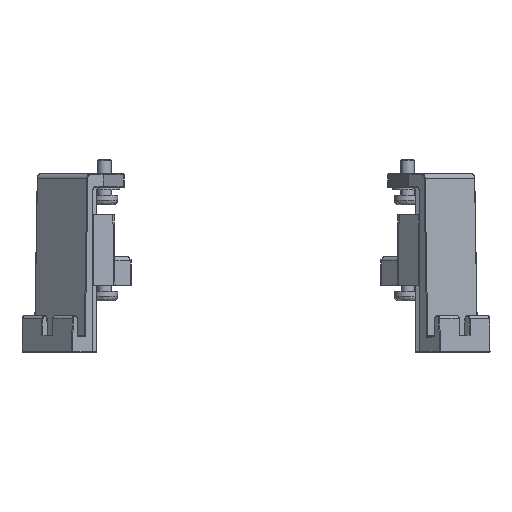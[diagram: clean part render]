
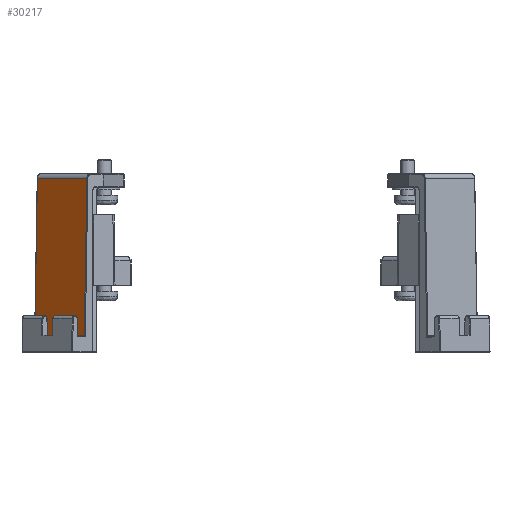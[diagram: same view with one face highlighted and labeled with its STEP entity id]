
A CAD part, left-side view. The second image highlights one B-rep face of the part: STEP entity #30217.
In plain terms, the highlighted planar face has unit normal (-0.707, 0.707, 0.023).
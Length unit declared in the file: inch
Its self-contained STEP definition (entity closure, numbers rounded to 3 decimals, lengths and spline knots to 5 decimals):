
#534 = EDGE_LOOP ( 'NONE', ( #9979, #13052, #793, #31902 ) ) ;
#766 = DIRECTION ( 'NONE',  ( 0.016, -0.016, 1. ) ) ;
#793 = ORIENTED_EDGE ( 'NONE', *, *, #28996, .T. ) ;
#857 = DIRECTION ( 'NONE',  ( 0.016, -0.016, 1. ) ) ;
#2517 = CARTESIAN_POINT ( 'NONE',  ( -2.36824, 3.06121, -0.5 ) ) ;
#3833 = CARTESIAN_POINT ( 'NONE',  ( -2.71473, 2.71473, -0.5 ) ) ;
#6026 = LINE ( 'NONE', #28591, #30264 ) ;
#9979 = ORIENTED_EDGE ( 'NONE', *, *, #35246, .T. ) ;
#10513 = LINE ( 'NONE', #2517, #18207 ) ;
#11944 = CARTESIAN_POINT ( 'NONE',  ( -3.06217, 2.36921, -0.55861 ) ) ;
#13052 = ORIENTED_EDGE ( 'NONE', *, *, #29345, .T. ) ;
#13230 = EDGE_CURVE ( 'NONE', #36430, #26360, #34517, .T. ) ;
#13433 = VECTOR ( 'NONE', #23819, 39.37008 ) ;
#13871 = DIRECTION ( 'NONE',  ( -0.016, 0.016, -1. ) ) ;
#17383 = DIRECTION ( 'NONE',  ( 0.707, 0.707, 0. ) ) ;
#17601 = PLANE ( 'NONE',  #31948 ) ;
#18207 = VECTOR ( 'NONE', #13871, 39.37008 ) ;
#20436 = FACE_OUTER_BOUND ( 'NONE', #534, .T. ) ;
#21018 = CARTESIAN_POINT ( 'NONE',  ( -2.75196, 2.75196, -2.768 ) ) ;
#21987 = VERTEX_POINT ( 'NONE', #34887 ) ;
#23776 = DIRECTION ( 'NONE',  ( -0.707, 0.707, 0.023 ) ) ;
#23819 = DIRECTION ( 'NONE',  ( -0.707, -0.707, 0. ) ) ;
#24992 = VECTOR ( 'NONE', #766, 39.37008 ) ;
#25018 = VERTEX_POINT ( 'NONE', #29850 ) ;
#25889 = LINE ( 'NONE', #21018, #13433 ) ;
#26304 = CARTESIAN_POINT ( 'NONE',  ( -3.06121, 2.36824, -0.5 ) ) ;
#26360 = VERTEX_POINT ( 'NONE', #11944 ) ;
#28591 = CARTESIAN_POINT ( 'NONE',  ( -2.71569, 2.71569, -0.55861 ) ) ;
#28950 = CARTESIAN_POINT ( 'NONE',  ( -3.09844, 2.40548, -2.768 ) ) ;
#28996 = EDGE_CURVE ( 'NONE', #21987, #36430, #25889, .T. ) ;
#29345 = EDGE_CURVE ( 'NONE', #25018, #21987, #10513, .T. ) ;
#29850 = CARTESIAN_POINT ( 'NONE',  ( -2.36921, 3.06217, -0.55861 ) ) ;
#30217 = ADVANCED_FACE ( 'NONE', ( #20436 ), #17601, .T. ) ;
#30264 = VECTOR ( 'NONE', #17383, 39.37008 ) ;
#31902 = ORIENTED_EDGE ( 'NONE', *, *, #13230, .T. ) ;
#31948 = AXIS2_PLACEMENT_3D ( 'NONE', #3833, #23776, #857 ) ;
#34517 = LINE ( 'NONE', #26304, #24992 ) ;
#34887 = CARTESIAN_POINT ( 'NONE',  ( -2.40548, 3.09844, -2.768 ) ) ;
#35246 = EDGE_CURVE ( 'NONE', #26360, #25018, #6026, .T. ) ;
#36430 = VERTEX_POINT ( 'NONE', #28950 ) ;
